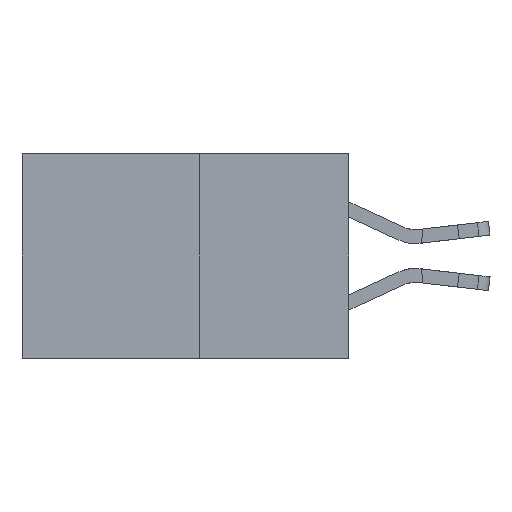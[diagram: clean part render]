
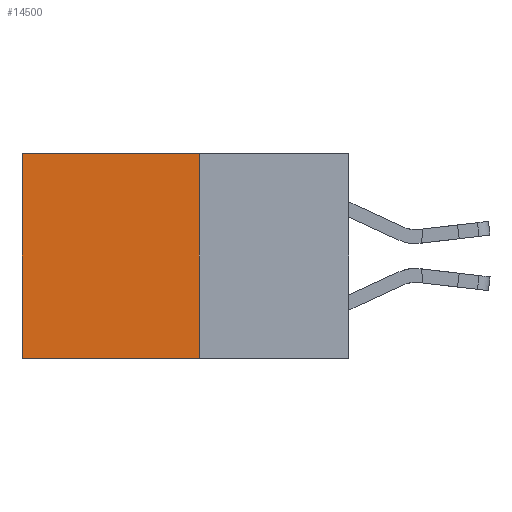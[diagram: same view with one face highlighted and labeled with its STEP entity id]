
A CAD part, left-side view. The second image highlights one B-rep face of the part: STEP entity #14500.
In plain terms, the highlighted planar face has unit normal (-1, 0, 0).
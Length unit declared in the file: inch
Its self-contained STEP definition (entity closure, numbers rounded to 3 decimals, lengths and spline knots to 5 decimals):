
#940 = VERTEX_POINT ( 'NONE', #15389 ) ;
#950 = CARTESIAN_POINT ( 'NONE',  ( 0.277, 0.27, -0.37 ) ) ;
#1128 = DIRECTION ( 'NONE',  ( 0., 0., -1. ) ) ;
#1242 = LINE ( 'NONE', #950, #16975 ) ;
#2769 = AXIS2_PLACEMENT_3D ( 'NONE', #17175, #8072, #18687 ) ;
#3434 = LINE ( 'NONE', #13984, #11163 ) ;
#4966 = PLANE ( 'NONE',  #2769 ) ;
#5977 = VERTEX_POINT ( 'NONE', #10066 ) ;
#6329 = DIRECTION ( 'NONE',  ( 0., 0., -1. ) ) ;
#6445 = VERTEX_POINT ( 'NONE', #8905 ) ;
#6505 = VECTOR ( 'NONE', #17715, 39.37008 ) ;
#8072 = DIRECTION ( 'NONE',  ( 1., 0., 0. ) ) ;
#8456 = ORIENTED_EDGE ( 'NONE', *, *, #13489, .T. ) ;
#8745 = EDGE_CURVE ( 'NONE', #5977, #6445, #3434, .T. ) ;
#8905 = CARTESIAN_POINT ( 'NONE',  ( 0.277, 0.59, -0.37 ) ) ;
#8917 = VERTEX_POINT ( 'NONE', #11371 ) ;
#9154 = EDGE_CURVE ( 'NONE', #8917, #6445, #19557, .T. ) ;
#9536 = EDGE_CURVE ( 'NONE', #940, #5977, #1242, .T. ) ;
#10066 = CARTESIAN_POINT ( 'NONE',  ( 0.277, 0.27, -0.37 ) ) ;
#10663 = LINE ( 'NONE', #19166, #6505 ) ;
#11163 = VECTOR ( 'NONE', #13746, 39.37008 ) ;
#11371 = CARTESIAN_POINT ( 'NONE',  ( 0.277, 0.59, 0. ) ) ;
#11636 = ORIENTED_EDGE ( 'NONE', *, *, #9536, .F. ) ;
#12100 = VECTOR ( 'NONE', #6329, 39.37008 ) ;
#12175 = EDGE_LOOP ( 'NONE', ( #19341, #13286, #11636, #8456 ) ) ;
#12316 = FACE_OUTER_BOUND ( 'NONE', #12175, .T. ) ;
#13286 = ORIENTED_EDGE ( 'NONE', *, *, #8745, .F. ) ;
#13489 = EDGE_CURVE ( 'NONE', #940, #8917, #10663, .T. ) ;
#13746 = DIRECTION ( 'NONE',  ( 0., 1., 0. ) ) ;
#13984 = CARTESIAN_POINT ( 'NONE',  ( 0.277, 0.27, -0.37 ) ) ;
#14476 = CARTESIAN_POINT ( 'NONE',  ( 0.277, 0.59, -0.37 ) ) ;
#14500 = ADVANCED_FACE ( 'NONE', ( #12316 ), #4966, .F. ) ;
#15389 = CARTESIAN_POINT ( 'NONE',  ( 0.277, 0.27, 0. ) ) ;
#16975 = VECTOR ( 'NONE', #1128, 39.37008 ) ;
#17175 = CARTESIAN_POINT ( 'NONE',  ( 0.277, 0.27, -0.37 ) ) ;
#17715 = DIRECTION ( 'NONE',  ( 0., 1., 0. ) ) ;
#18687 = DIRECTION ( 'NONE',  ( 0., 0., -1. ) ) ;
#19166 = CARTESIAN_POINT ( 'NONE',  ( 0.277, 0.27, 0. ) ) ;
#19341 = ORIENTED_EDGE ( 'NONE', *, *, #9154, .T. ) ;
#19557 = LINE ( 'NONE', #14476, #12100 ) ;
